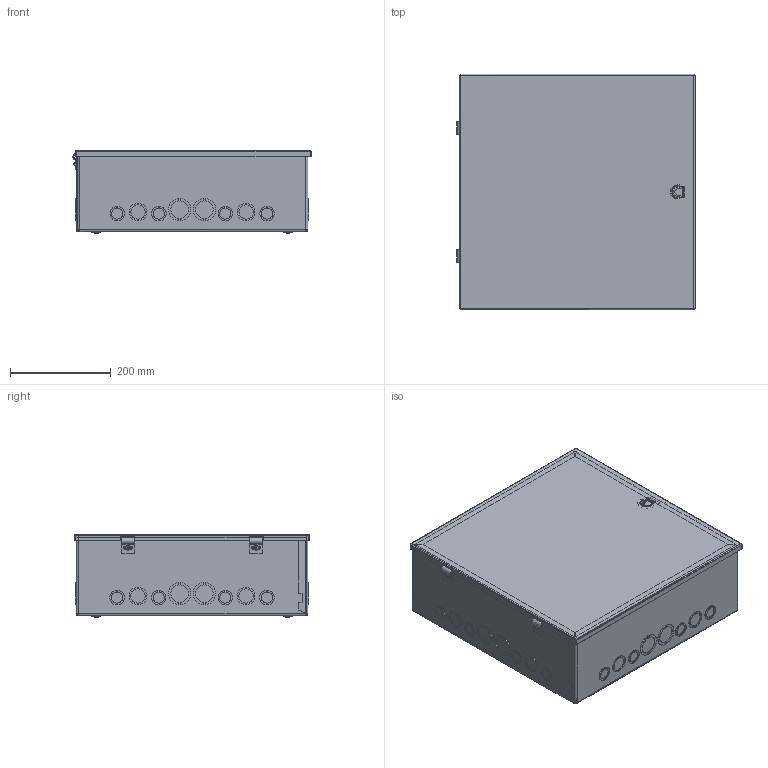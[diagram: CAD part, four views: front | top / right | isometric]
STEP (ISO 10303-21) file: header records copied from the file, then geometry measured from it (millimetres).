
FILE_DESCRIPTION(/* description */ ('BACKS - 18"X18"'),/* implementation_level */ '2;1');
FILE_NAME(/* name */ 'A181806.stp',/* time_stamp */ '2015-02-18T15:59:52+05:00',/* author */ ('ps'),/* organization */ (''),/* preprocessor_version */ 'ST-DEVELOPER v15.2',/* originating_system */ 'Autodesk Inventor 2014',/* authorisation */ '');
FILE_SCHEMA (('AUTOMOTIVE_DESIGN { 1 0 10303 214 3 1 1 }'));
Length unit declared in the file: inch
Products named in the file (7): A1818BA; A181806WRA; 31816; 372177; A1818LFA; 35010; A181806
Bounding box: 473.37 x 468.29 x 165.19 mm (x, y, z)
Volume: 1263095.6 mm3; surface area: 1627593 mm2
Topology: 39 solids, 41 shells, 1390 faces, 3364 edges, 2120 vertices
Faces by surface type: plane 933, cylinder 299, bspline 65, torus 44, cone 29, sphere 20
Full cylindrical faces by diameter (mm): 3.556 x2, 4.166 x2, 4.191 x1, 5.803 x1, 7.62 x4, 9.754 x2
Entity records: 41132 total; most frequent: CARTESIAN_POINT 8971, ORIENTED_EDGE 6582, DIRECTION 6054, EDGE_CURVE 3099, LINE 2380, VECTOR 2380, VERTEX_POINT 1977, AXIS2_PLACEMENT_3D 1837
